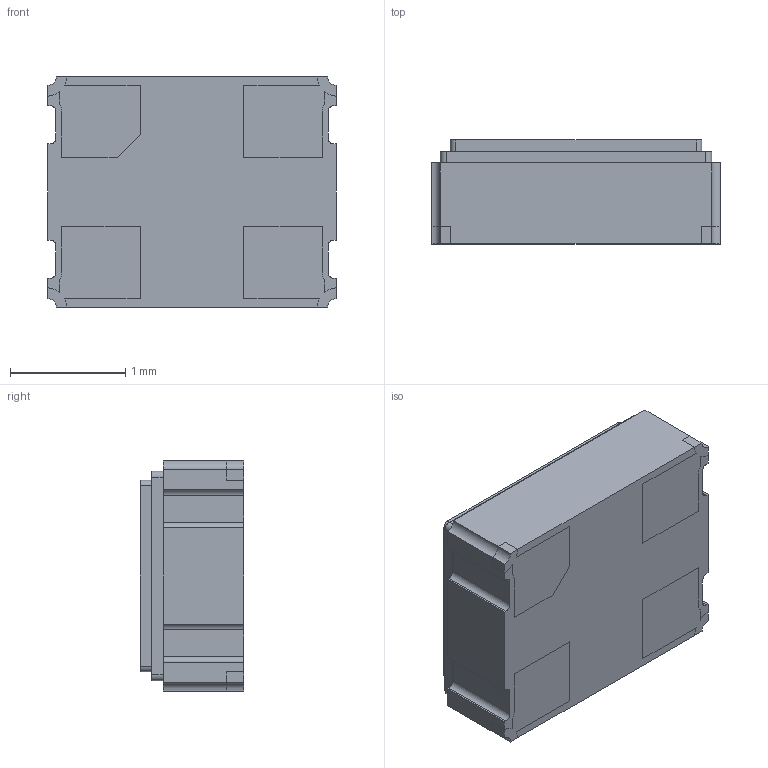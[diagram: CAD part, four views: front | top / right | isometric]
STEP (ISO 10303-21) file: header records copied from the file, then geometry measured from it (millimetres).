
FILE_DESCRIPTION (( 'STEP AP214' ), '1' );
FILE_NAME ('ECS-2018.STEP', '2017-12-10T06:07:27', ( '' ), ( '' ), 'SwSTEP 2.0', 'SolidWorks 2016', '' );
FILE_SCHEMA (( 'AUTOMOTIVE_DESIGN' ));
Length unit declared in the file: millimetre
Products named in the file (1): ECS-2018
Bounding box: 2.5 x 0.9 x 2 mm (x, y, z)
Volume: 4.2 mm3; surface area: 24.6 mm2
Topology: 5 solids, 5 shells, 145 faces, 396 edges, 264 vertices
Faces by surface type: plane 95, cylinder 50
Entity records: 5848 total; most frequent: CARTESIAN_POINT 806, ORIENTED_EDGE 792, DIRECTION 788, EDGE_CURVE 396, LINE 296, VECTOR 296, VERTEX_POINT 264, AXIS2_PLACEMENT_3D 246
